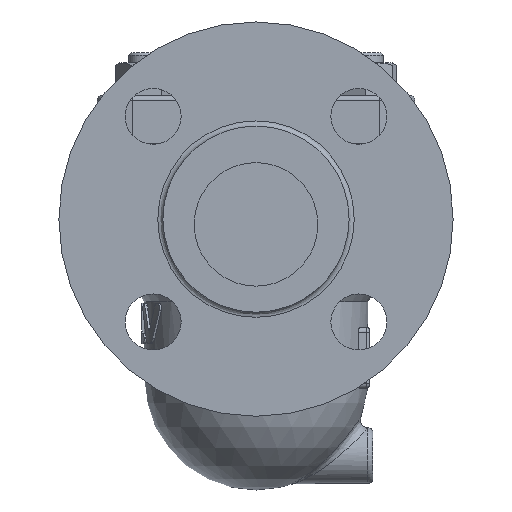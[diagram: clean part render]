
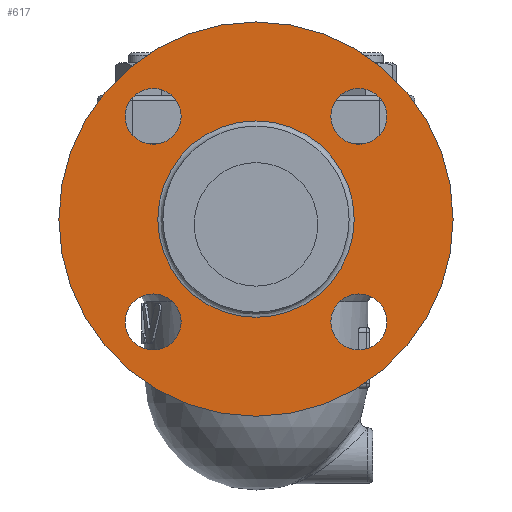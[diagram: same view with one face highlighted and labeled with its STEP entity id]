
A CAD part, left-side view. The second image highlights one B-rep face of the part: STEP entity #617.
In plain terms, the highlighted free-form (B-spline) face has degree [1, 1] with [2, 2] control points.
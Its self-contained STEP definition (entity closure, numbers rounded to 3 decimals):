
#490=CARTESIAN_POINT('',(-128.6,0.0,37.6));
#491=VERTEX_POINT('',#490);
#492=CARTESIAN_POINT('',(-128.6,0.0,-1.));
#493=DIRECTION('',(-1.0,0.0,0.0));
#494=DIRECTION('',(0.0,0.0,-1.0));
#495=AXIS2_PLACEMENT_3D('',#492,#493,#494);
#496=CIRCLE('',#495,38.6);
#497=EDGE_CURVE('',#491,#491,#496,.T.);
#554=CARTESIAN_POINT('',(-128.6,77.5,76.5));
#555=CARTESIAN_POINT('',(-128.6,77.5,-78.5));
#556=CARTESIAN_POINT('',(-128.6,-77.5,76.5));
#557=CARTESIAN_POINT('',(-128.6,-77.5,-78.5));
#558=B_SPLINE_SURFACE_WITH_KNOTS('',1,1,((#554,#556),(#555,#557)),.UNSPECIFIED.,.F.,.F.,.U.,(2,2),(2,2),(0.0,155.0),(0.0,155.0),.UNSPECIFIED.);
#559=CARTESIAN_POINT('',(-128.6,0.0,76.5));
#560=VERTEX_POINT('',#559);
#561=CARTESIAN_POINT('',(-128.6,0.0,-1.));
#562=DIRECTION('',(-1.0,0.0,0.0));
#563=DIRECTION('',(0.0,0.0,1.0));
#564=AXIS2_PLACEMENT_3D('',#561,#562,#563);
#565=CIRCLE('',#564,77.5);
#566=EDGE_CURVE('',#560,#560,#565,.T.);
#567=ORIENTED_EDGE('',*,*,#566,.T.);
#568=EDGE_LOOP('',(#567));
#569=FACE_OUTER_BOUND('',#568,.T.);
#570=CARTESIAN_POINT('',(-128.6,40.411,28.411));
#571=VERTEX_POINT('',#570);
#572=CARTESIAN_POINT('',(-128.6,40.411,39.411));
#573=DIRECTION('',(1.0,0.0,0.0));
#574=DIRECTION('',(0.0,0.0,-1.0));
#575=AXIS2_PLACEMENT_3D('',#572,#573,#574);
#576=CIRCLE('',#575,11.0);
#577=EDGE_CURVE('',#571,#571,#576,.T.);
#578=ORIENTED_EDGE('',*,*,#577,.T.);
#579=EDGE_LOOP('',(#578));
#580=FACE_BOUND('',#579,.T.);
#581=CARTESIAN_POINT('',(-128.6,29.411,-41.411));
#582=VERTEX_POINT('',#581);
#583=CARTESIAN_POINT('',(-128.6,40.411,-41.411));
#584=DIRECTION('',(1.0,0.0,0.0));
#585=DIRECTION('',(0.0,-1.0,0.0));
#586=AXIS2_PLACEMENT_3D('',#583,#584,#585);
#587=CIRCLE('',#586,11.0);
#588=EDGE_CURVE('',#582,#582,#587,.T.);
#589=ORIENTED_EDGE('',*,*,#588,.T.);
#590=EDGE_LOOP('',(#589));
#591=FACE_BOUND('',#590,.T.);
#592=CARTESIAN_POINT('',(-128.6,-40.411,-30.411));
#593=VERTEX_POINT('',#592);
#594=CARTESIAN_POINT('',(-128.6,-40.411,-41.411));
#595=DIRECTION('',(1.0,0.0,0.0));
#596=DIRECTION('',(0.0,0.0,1.0));
#597=AXIS2_PLACEMENT_3D('',#594,#595,#596);
#598=CIRCLE('',#597,11.0);
#599=EDGE_CURVE('',#593,#593,#598,.T.);
#600=ORIENTED_EDGE('',*,*,#599,.T.);
#601=EDGE_LOOP('',(#600));
#602=FACE_BOUND('',#601,.T.);
#603=CARTESIAN_POINT('',(-128.6,-29.411,39.411));
#604=VERTEX_POINT('',#603);
#605=CARTESIAN_POINT('',(-128.6,-40.411,39.411));
#606=DIRECTION('',(1.0,0.0,0.0));
#607=DIRECTION('',(0.0,1.0,0.0));
#608=AXIS2_PLACEMENT_3D('',#605,#606,#607);
#609=CIRCLE('',#608,11.0);
#610=EDGE_CURVE('',#604,#604,#609,.T.);
#611=ORIENTED_EDGE('',*,*,#610,.T.);
#612=EDGE_LOOP('',(#611));
#613=FACE_BOUND('',#612,.T.);
#614=ORIENTED_EDGE('',*,*,#497,.F.);
#615=EDGE_LOOP('',(#614));
#616=FACE_BOUND('',#615,.T.);
#617=ADVANCED_FACE('',(#569,#580,#591,#602,#613,#616),#558,.T.);
